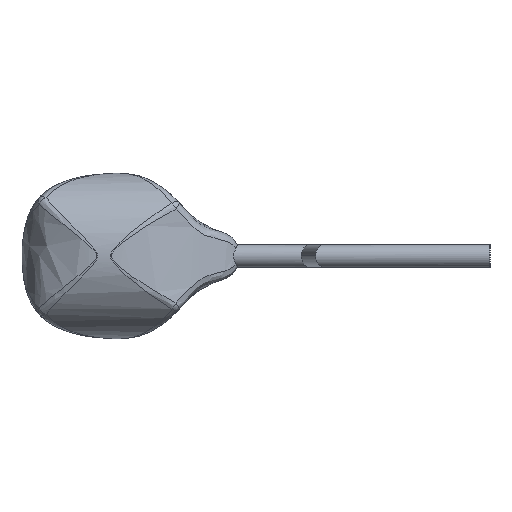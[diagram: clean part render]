
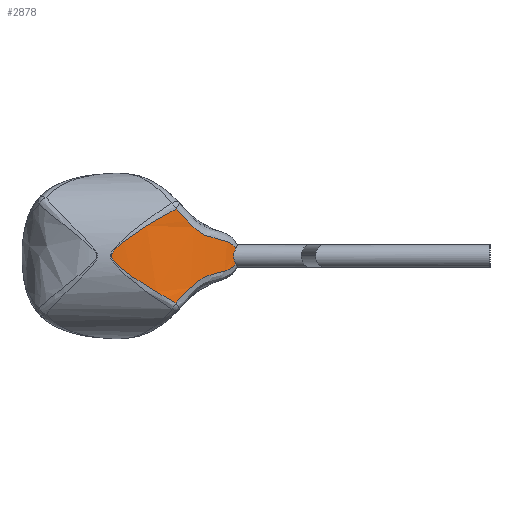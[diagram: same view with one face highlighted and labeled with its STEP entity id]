
A CAD part, left-side view. The second image highlights one B-rep face of the part: STEP entity #2878.
In plain terms, the highlighted free-form (B-spline) face has degree [3, 1] with [8, 2] control points.
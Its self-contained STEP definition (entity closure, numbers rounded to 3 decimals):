
#51 = CARTESIAN_POINT ( 'NONE',  ( 2.209, 11.958, 2.136 ) ) ;
#56 = CARTESIAN_POINT ( 'NONE',  ( 2.666, 11.415, 2.755 ) ) ;
#96 = CARTESIAN_POINT ( 'NONE',  ( 1.789, 12.688, 0.757 ) ) ;
#132 = CARTESIAN_POINT ( 'NONE',  ( 1.479, 13.569, 0.745 ) ) ;
#136 = CARTESIAN_POINT ( 'NONE',  ( 1.789, 12.688, 2.743 ) ) ;
#232 = ORIENTED_EDGE ( 'NONE', *, *, #2684, .T. ) ;
#263 = CARTESIAN_POINT ( 'NONE',  ( 2.654, 11.424, 1.592 ) ) ;
#375 = CARTESIAN_POINT ( 'NONE',  ( 1.999, 12.297, 2.339 ) ) ;
#383 = CARTESIAN_POINT ( 'NONE',  ( 2.654, 11.424, 1.592 ) ) ;
#446 = CARTESIAN_POINT ( 'NONE',  ( 1.409, 14.059, 1.778 ) ) ;
#454 = B_SPLINE_CURVE_WITH_KNOTS ( 'NONE', 3,
 ( #2702, #3764, #3401, #3378, #2775, #263 ),
 .UNSPECIFIED., .F., .F.,
 ( 4, 2, 4 ),
 ( 0., 0., 0.001 ),
 .UNSPECIFIED. ) ;
#489 = CARTESIAN_POINT ( 'NONE',  ( 1.417, 13.968, 1.898 ) ) ;
#562 = CARTESIAN_POINT ( 'NONE',  ( 2.654, 11.424, 1.592 ) ) ;
#575 = ORIENTED_EDGE ( 'NONE', *, *, #2421, .F. ) ;
#647 = CARTESIAN_POINT ( 'NONE',  ( 2.097, 12.135, 2.217 ) ) ;
#650 = CARTESIAN_POINT ( 'NONE',  ( 1.428, 13.874, 1.515 ) ) ;
#671 = CARTESIAN_POINT ( 'NONE',  ( 2.421, 11.66, 1.431 ) ) ;
#778 = CARTESIAN_POINT ( 'NONE',  ( 1.492, 13.54, 2.241 ) ) ;
#812 = CARTESIAN_POINT ( 'NONE',  ( 1.479, 13.569, 2.755 ) ) ;
#817 = CARTESIAN_POINT ( 'NONE',  ( 1.435, 13.83, 2.021 ) ) ;
#835 = CARTESIAN_POINT ( 'NONE',  ( 1.684, 12.85, 0.745 ) ) ;
#841 = CARTESIAN_POINT ( 'NONE',  ( 1.68, 12.928, 2.608 ) ) ;
#866 = CARTESIAN_POINT ( 'NONE',  ( 1.427, 13.888, 1.974 ) ) ;
#962 = CARTESIAN_POINT ( 'NONE',  ( 1.495, 13.529, 1.251 ) ) ;
#988 = CARTESIAN_POINT ( 'NONE',  ( 1.419, 13.955, 1.589 ) ) ;
#1040 = CARTESIAN_POINT ( 'NONE',  ( 2.61, 11.457, 1.541 ) ) ;
#1057 = CARTESIAN_POINT ( 'NONE',  ( 1.887, 12.493, 2.536 ) ) ;
#1125 = CARTESIAN_POINT ( 'NONE',  ( 2.022, 12.218, 0.745 ) ) ;
#1130 = CARTESIAN_POINT ( 'NONE',  ( 1.556, 13.298, 2.397 ) ) ;
#1147 = CARTESIAN_POINT ( 'NONE',  ( 1.422, 13.859, 0.745 ) ) ;
#1209 = CARTESIAN_POINT ( 'NONE',  ( 2.483, 11.551, 2.755 ) ) ;
#1412 = CARTESIAN_POINT ( 'NONE',  ( 2.062, 12.192, 2.254 ) ) ;
#1443 = CARTESIAN_POINT ( 'NONE',  ( 2.209, 11.958, 1.364 ) ) ;
#1463 = CARTESIAN_POINT ( 'NONE',  ( 1.97, 12.347, 1.113 ) ) ;
#1477 = CARTESIAN_POINT ( 'NONE',  ( 2.658, 11.421, 0.745 ) ) ;
#1502 = CARTESIAN_POINT ( 'NONE',  ( 1.592, 13.172, 2.468 ) ) ;
#1573 = EDGE_CURVE ( 'NONE', #1745, #1689, #1864, .T. ) ;
#1601 = CARTESIAN_POINT ( 'NONE',  ( 1.558, 13.289, 1.098 ) ) ;
#1615 = ORIENTED_EDGE ( 'NONE', *, *, #2593, .T. ) ;
#1689 = VERTEX_POINT ( 'NONE', #3121 ) ;
#1734 = CARTESIAN_POINT ( 'NONE',  ( 1.837, 12.588, 2.642 ) ) ;
#1745 = VERTEX_POINT ( 'NONE', #3631 ) ;
#1852 = CARTESIAN_POINT ( 'NONE',  ( 1.731, 12.808, 2.677 ) ) ;
#1864 = B_SPLINE_CURVE_WITH_KNOTS ( 'NONE', 3,
 ( #3499, #3549, #3573, #4260, #2764, #2498, #51, #647, #1412, #375, #3168, #1057, #1734, #4235 ),
 .UNSPECIFIED., .F., .F.,
 ( 4, 2, 2, 2, 2, 2, 4 ),
 ( 0., 0., 0.001, 0.001, 0.001, 0.002, 0.002 ),
 .UNSPECIFIED. ) ;
#1885 = CARTESIAN_POINT ( 'NONE',  ( 1.684, 12.85, 2.755 ) ) ;
#2137 = CARTESIAN_POINT ( 'NONE',  ( 2.467, 11.604, 1.451 ) ) ;
#2197 = B_SPLINE_CURVE_WITH_KNOTS ( 'NONE', 3,
 ( #96, #3557, #2804, #1463, #4220, #3533, #2822, #1443, #3862, #671, #2137, #4286, #1040, #383 ),
 .UNSPECIFIED., .F., .F.,
 ( 4, 2, 2, 2, 2, 2, 4 ),
 ( 0., 0., 0.001, 0.001, 0.001, 0.002, 0.002 ),
 .UNSPECIFIED. ) ;
#2214 = CARTESIAN_POINT ( 'NONE',  ( 2.022, 12.218, 2.755 ) ) ;
#2238 = CARTESIAN_POINT ( 'NONE',  ( 1.422, 13.859, 2.755 ) ) ;
#2371 = CARTESIAN_POINT ( 'NONE',  ( 1.416, 13.981, 1.615 ) ) ;
#2394 = CARTESIAN_POINT ( 'NONE',  ( 1.732, 12.806, 0.822 ) ) ;
#2418 = FACE_OUTER_BOUND ( 'NONE', #2600, .T. ) ;
#2421 = EDGE_CURVE ( 'NONE', #1745, #4367, #454, .T. ) ;
#2498 = CARTESIAN_POINT ( 'NONE',  ( 2.29, 11.833, 2.119 ) ) ;
#2530 = CARTESIAN_POINT ( 'NONE',  ( 1.411, 14.039, 1.813 ) ) ;
#2548 = CARTESIAN_POINT ( 'NONE',  ( 2.666, 11.415, 0.745 ) ) ;
#2554 = CARTESIAN_POINT ( 'NONE',  ( 1.412, 14.028, 1.671 ) ) ;
#2593 = EDGE_CURVE ( 'NONE', #3523, #4367, #2197, .T. ) ;
#2600 = EDGE_LOOP ( 'NONE', ( #575, #3919, #232, #1615 ) ) ;
#2651 = CARTESIAN_POINT ( 'NONE',  ( 1.468, 13.647, 1.334 ) ) ;
#2684 = EDGE_CURVE ( 'NONE', #1689, #3523, #3041, .T. ) ;
#2702 = CARTESIAN_POINT ( 'NONE',  ( 2.654, 11.424, 1.908 ) ) ;
#2764 = CARTESIAN_POINT ( 'NONE',  ( 2.421, 11.66, 2.069 ) ) ;
#2775 = CARTESIAN_POINT ( 'NONE',  ( 2.618, 11.451, 1.633 ) ) ;
#2804 = CARTESIAN_POINT ( 'NONE',  ( 1.887, 12.493, 0.964 ) ) ;
#2822 = CARTESIAN_POINT ( 'NONE',  ( 2.097, 12.135, 1.283 ) ) ;
#2878 = ADVANCED_FACE ( 'NONE', ( #2418 ), #3254, .T. ) ;
#2909 = CARTESIAN_POINT ( 'NONE',  ( 1.415, 13.994, 1.872 ) ) ;
#2932 = CARTESIAN_POINT ( 'NONE',  ( 1.465, 13.658, 2.157 ) ) ;
#2950 = CARTESIAN_POINT ( 'NONE',  ( 2.658, 11.421, 2.755 ) ) ;
#3041 = B_SPLINE_CURVE_WITH_KNOTS ( 'NONE', 3,
 ( #136, #1852, #841, #1502, #1130, #778, #2932, #817, #866, #489, #2909, #2530, #446, #4324, #2554, #2371, #988, #650, #4144, #2651, #962, #1601, #4120, #3052, #2394, #4437 ),
 .UNSPECIFIED., .F., .F.,
 ( 4, 2, 2, 2, 2, 2, 2, 2, 2, 2, 2, 2, 4 ),
 ( 0., 0., 0.001, 0.001, 0.002, 0.002, 0.002, 0.002, 0.002, 0.002, 0.003, 0.003, 0.004 ),
 .UNSPECIFIED. ) ;
#3052 = CARTESIAN_POINT ( 'NONE',  ( 1.681, 12.925, 0.89 ) ) ;
#3121 = CARTESIAN_POINT ( 'NONE',  ( 1.789, 12.688, 2.743 ) ) ;
#3168 = CARTESIAN_POINT ( 'NONE',  ( 1.97, 12.347, 2.387 ) ) ;
#3254 = B_SPLINE_SURFACE_WITH_KNOTS ( 'NONE', 3, 1, ( 
 ( #56, #2548 ),
 ( #2950, #1477 ),
 ( #1209, #4320 ),
 ( #2214, #1125 ),
 ( #1885, #835 ),
 ( #812, #132 ),
 ( #2238, #1147 ),
 ( #3991, #4384 ) ),
 .UNSPECIFIED., .F., .F., .F.,
 ( 4, 1, 1, 1, 1, 4 ),
 ( 2, 2 ),
 ( 0.242, 0.245, 0.316, 0.437, 0.465, 0.543 ),
 ( 0., 1. ),
 .UNSPECIFIED. ) ;
#3378 = CARTESIAN_POINT ( 'NONE',  ( 2.594, 11.473, 1.69 ) ) ;
#3401 = CARTESIAN_POINT ( 'NONE',  ( 2.594, 11.473, 1.81 ) ) ;
#3465 = CARTESIAN_POINT ( 'NONE',  ( 1.789, 12.688, 0.757 ) ) ;
#3499 = CARTESIAN_POINT ( 'NONE',  ( 2.654, 11.424, 1.908 ) ) ;
#3523 = VERTEX_POINT ( 'NONE', #3465 ) ;
#3533 = CARTESIAN_POINT ( 'NONE',  ( 2.062, 12.192, 1.246 ) ) ;
#3549 = CARTESIAN_POINT ( 'NONE',  ( 2.61, 11.457, 1.959 ) ) ;
#3557 = CARTESIAN_POINT ( 'NONE',  ( 1.837, 12.588, 0.858 ) ) ;
#3573 = CARTESIAN_POINT ( 'NONE',  ( 2.561, 11.502, 1.995 ) ) ;
#3631 = CARTESIAN_POINT ( 'NONE',  ( 2.654, 11.424, 1.908 ) ) ;
#3764 = CARTESIAN_POINT ( 'NONE',  ( 2.618, 11.451, 1.867 ) ) ;
#3862 = CARTESIAN_POINT ( 'NONE',  ( 2.29, 11.833, 1.381 ) ) ;
#3919 = ORIENTED_EDGE ( 'NONE', *, *, #1573, .T. ) ;
#3991 = CARTESIAN_POINT ( 'NONE',  ( 1.409, 14.07, 2.755 ) ) ;
#4120 = CARTESIAN_POINT ( 'NONE',  ( 1.594, 13.166, 1.029 ) ) ;
#4144 = CARTESIAN_POINT ( 'NONE',  ( 1.437, 13.818, 1.468 ) ) ;
#4220 = CARTESIAN_POINT ( 'NONE',  ( 1.999, 12.297, 1.161 ) ) ;
#4235 = CARTESIAN_POINT ( 'NONE',  ( 1.789, 12.688, 2.743 ) ) ;
#4260 = CARTESIAN_POINT ( 'NONE',  ( 2.467, 11.604, 2.049 ) ) ;
#4286 = CARTESIAN_POINT ( 'NONE',  ( 2.561, 11.502, 1.505 ) ) ;
#4320 = CARTESIAN_POINT ( 'NONE',  ( 2.483, 11.551, 0.745 ) ) ;
#4324 = CARTESIAN_POINT ( 'NONE',  ( 1.41, 14.051, 1.702 ) ) ;
#4367 = VERTEX_POINT ( 'NONE', #562 ) ;
#4384 = CARTESIAN_POINT ( 'NONE',  ( 1.409, 14.07, 0.745 ) ) ;
#4437 = CARTESIAN_POINT ( 'NONE',  ( 1.789, 12.688, 0.757 ) ) ;
